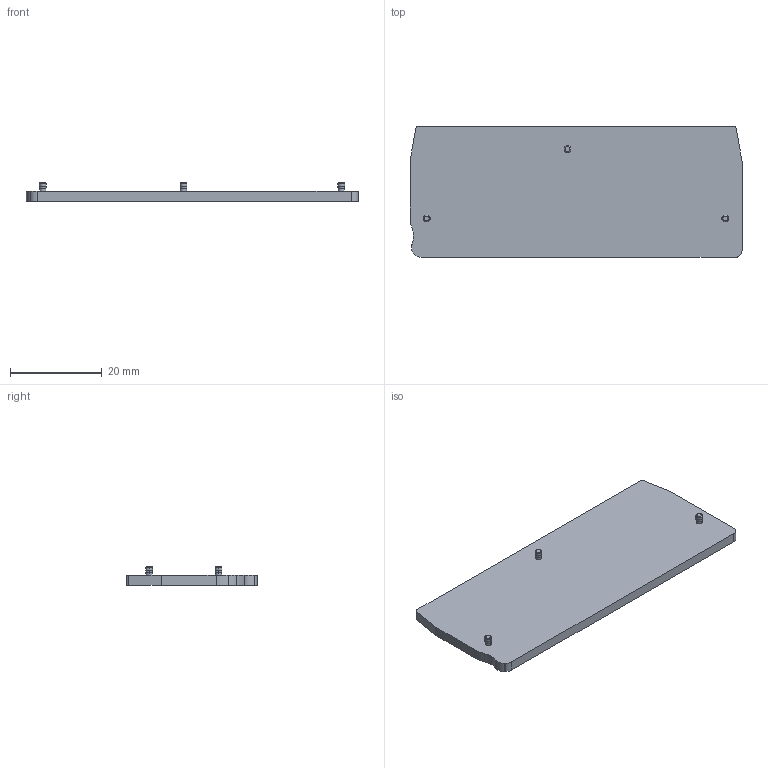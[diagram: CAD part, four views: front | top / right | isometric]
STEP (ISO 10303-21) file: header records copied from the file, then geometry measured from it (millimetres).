
FILE_DESCRIPTION((''),'2;1');
FILE_NAME('D-DS2_5-QU-01P-11-00A_H_','2020-06-01T',('Administrator'),(''),'PRO/ENGINEER BY PARAMETRIC TECHNOLOGY CORPORATION, 2012360','PRO/ENGINEER BY PARAMETRIC TECHNOLOGY CORPORATION, 2012360','');
FILE_SCHEMA(('CONFIG_CONTROL_DESIGN'));
Length unit declared in the file: millimetre
Products named in the file (1): D-DS2_5-QU-01P-11-00A_H_
Bounding box: 72.2 x 28.45 x 4 mm (x, y, z)
Volume: 4494.3 mm3; surface area: 4534.8 mm2
Topology: 1 solids, 1 shells, 45 faces, 104 edges, 64 vertices
Faces by surface type: cylinder 21, plane 12, torus 6, cone 6
Entity records: 1324 total; most frequent: DIRECTION 250, CARTESIAN_POINT 213, ORIENTED_EDGE 208, EDGE_CURVE 104, AXIS2_PLACEMENT_3D 101, VERTEX_POINT 64, CIRCLE 56, VECTOR 48
